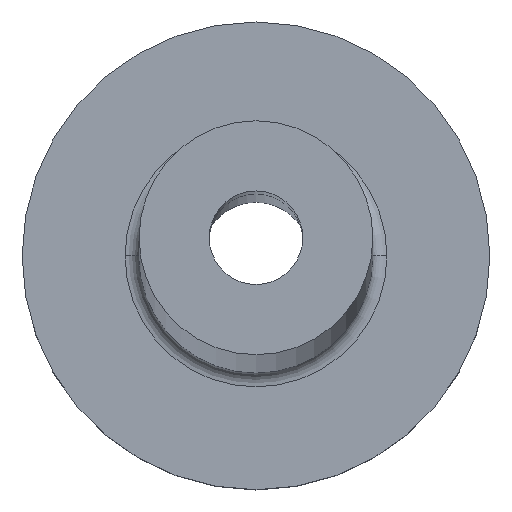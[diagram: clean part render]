
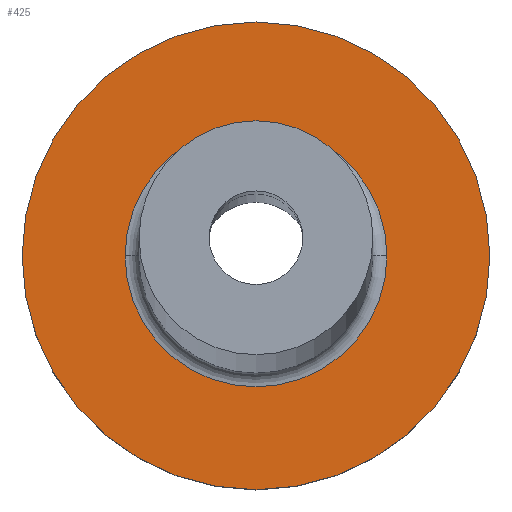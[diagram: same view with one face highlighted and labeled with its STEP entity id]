
A CAD part, top view. The second image highlights one B-rep face of the part: STEP entity #425.
In plain terms, the highlighted planar face has unit normal (0, 0, 1).
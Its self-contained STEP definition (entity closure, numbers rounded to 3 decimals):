
#1 = AXIS2_PLACEMENT_3D ( 'NONE', #373, #50, #381 ) ;
#14 = AXIS2_PLACEMENT_3D ( 'NONE', #447, #123, #420 ) ;
#17 = CARTESIAN_POINT ( 'NONE',  ( 5., 0., 3. ) ) ;
#21 = CIRCLE ( 'NONE', #14, 2.8 ) ;
#27 = FACE_BOUND ( 'NONE', #351, .T. ) ;
#31 = ORIENTED_EDGE ( 'NONE', *, *, #367, .T. ) ;
#50 = DIRECTION ( 'NONE',  ( 0., 0., 1. ) ) ;
#55 = CARTESIAN_POINT ( 'NONE',  ( 0., 0., 3. ) ) ;
#83 = DIRECTION ( 'NONE',  ( 1., 0., 0. ) ) ;
#119 = DIRECTION ( 'NONE',  ( 0., 0., -1. ) ) ;
#120 = EDGE_CURVE ( 'NONE', #183, #433, #139, .T. ) ;
#123 = DIRECTION ( 'NONE',  ( 0., 0., -1. ) ) ;
#139 = CIRCLE ( 'NONE', #1, 5. ) ;
#142 = CARTESIAN_POINT ( 'NONE',  ( -2.8, 0., 3. ) ) ;
#149 = CARTESIAN_POINT ( 'NONE',  ( -5., 0., 3. ) ) ;
#183 = VERTEX_POINT ( 'NONE', #17 ) ;
#184 = AXIS2_PLACEMENT_3D ( 'NONE', #55, #119, #223 ) ;
#203 = FACE_OUTER_BOUND ( 'NONE', #326, .T. ) ;
#205 = ORIENTED_EDGE ( 'NONE', *, *, #120, .T. ) ;
#206 = CARTESIAN_POINT ( 'NONE',  ( 2.8, 0., 3. ) ) ;
#208 = ORIENTED_EDGE ( 'NONE', *, *, #377, .T. ) ;
#217 = AXIS2_PLACEMENT_3D ( 'NONE', #261, #296, #333 ) ;
#223 = DIRECTION ( 'NONE',  ( 1., 0., 0. ) ) ;
#224 = ORIENTED_EDGE ( 'NONE', *, *, #398, .T. ) ;
#239 = CIRCLE ( 'NONE', #184, 2.8 ) ;
#261 = CARTESIAN_POINT ( 'NONE',  ( 0., 0., 3. ) ) ;
#274 = VERTEX_POINT ( 'NONE', #206 ) ;
#296 = DIRECTION ( 'NONE',  ( 0., 0., 1. ) ) ;
#301 = AXIS2_PLACEMENT_3D ( 'NONE', #312, #305, #83 ) ;
#305 = DIRECTION ( 'NONE',  ( 0., 0., 1. ) ) ;
#311 = VERTEX_POINT ( 'NONE', #142 ) ;
#312 = CARTESIAN_POINT ( 'NONE',  ( 0., 0., 3. ) ) ;
#326 = EDGE_LOOP ( 'NONE', ( #208, #205 ) ) ;
#333 = DIRECTION ( 'NONE',  ( 1., 0., 0. ) ) ;
#351 = EDGE_LOOP ( 'NONE', ( #31, #224 ) ) ;
#354 = PLANE ( 'NONE',  #301 ) ;
#367 = EDGE_CURVE ( 'NONE', #274, #311, #239, .T. ) ;
#373 = CARTESIAN_POINT ( 'NONE',  ( 0., 0., 3. ) ) ;
#377 = EDGE_CURVE ( 'NONE', #433, #183, #437, .T. ) ;
#381 = DIRECTION ( 'NONE',  ( 1., 0., 0. ) ) ;
#398 = EDGE_CURVE ( 'NONE', #311, #274, #21, .T. ) ;
#420 = DIRECTION ( 'NONE',  ( 1., 0., 0. ) ) ;
#425 = ADVANCED_FACE ( 'NONE', ( #27, #203 ), #354, .T. ) ;
#433 = VERTEX_POINT ( 'NONE', #149 ) ;
#437 = CIRCLE ( 'NONE', #217, 5. ) ;
#447 = CARTESIAN_POINT ( 'NONE',  ( 0., 0., 3. ) ) ;
